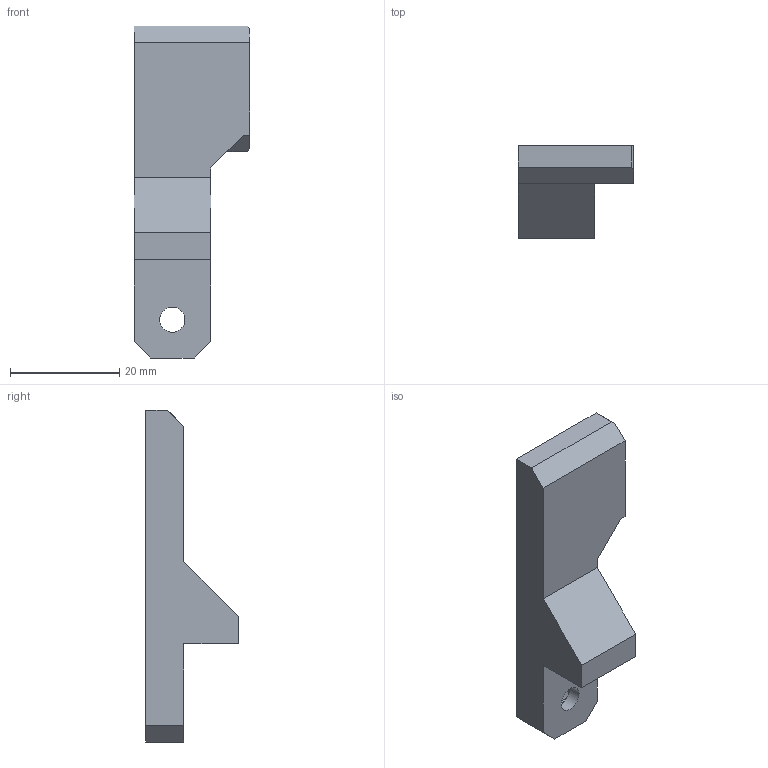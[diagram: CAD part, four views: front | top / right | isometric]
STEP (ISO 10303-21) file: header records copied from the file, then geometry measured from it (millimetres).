
FILE_DESCRIPTION(/* description */ (''),/* implementation_level */ '2;1');
FILE_NAME(/* name */ 'PSU_retainer-R1.stp',/* time_stamp */ '2023-07-03T10:54:03+02:00',/* author */ ('borek.rajtora'),/* organization */ (''),/* preprocessor_version */ 'ST-DEVELOPER v19',/* originating_system */ 'Autodesk Inventor 2023',/* authorisation */ '');
FILE_SCHEMA (('AUTOMOTIVE_DESIGN { 1 0 10303 214 3 1 1 }'));
Length unit declared in the file: millimetre
Products named in the file (1): psu_support
Bounding box: 21.2 x 17 x 60.8 mm (x, y, z)
Volume: 7128.4 mm3; surface area: 4667.6 mm2
Topology: 1 solids, 1 shells, 81 faces, 214 edges, 141 vertices
Faces by surface type: plane 70, bspline 9, cylinder 2
Full cylindrical faces by diameter (mm): 4.6 x1, 10 x1
Entity records: 2560 total; most frequent: CARTESIAN_POINT 554, ORIENTED_EDGE 428, DIRECTION 353, EDGE_CURVE 214, LINE 185, VECTOR 185, VERTEX_POINT 141, EDGE_LOOP 89
